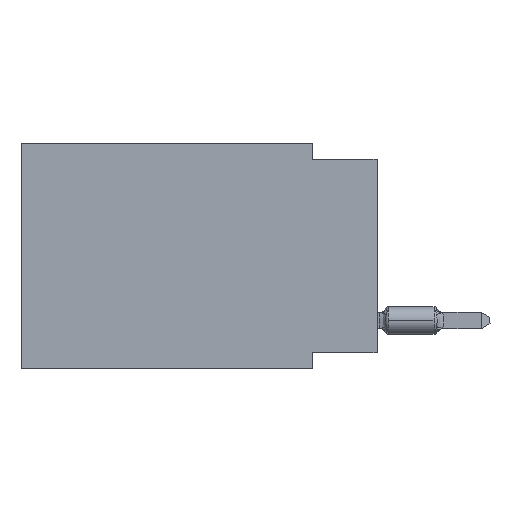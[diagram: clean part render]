
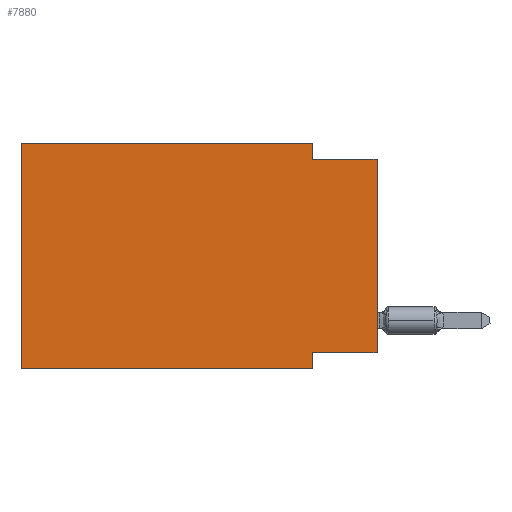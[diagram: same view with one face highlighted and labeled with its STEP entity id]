
A CAD part, left-side view. The second image highlights one B-rep face of the part: STEP entity #7880.
In plain terms, the highlighted planar face has unit normal (-1, 0, 0).
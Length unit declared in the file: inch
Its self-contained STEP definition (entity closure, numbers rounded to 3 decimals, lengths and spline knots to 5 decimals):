
#805 = EDGE_LOOP ( 'NONE', ( #2084, #8555, #8372, #10846, #4721, #12261, #4917, #4545 ) ) ;
#940 = CARTESIAN_POINT ( 'NONE',  ( 0., 0.1, 0. ) ) ;
#1107 = VECTOR ( 'NONE', #10999, 39.37008 ) ;
#1188 = VECTOR ( 'NONE', #6345, 39.37008 ) ;
#1298 = CARTESIAN_POINT ( 'NONE',  ( 0., 0., -0.025 ) ) ;
#1347 = CARTESIAN_POINT ( 'NONE',  ( 0., 0.1, 0. ) ) ;
#2038 = CARTESIAN_POINT ( 'NONE',  ( 0., 0., -0.025 ) ) ;
#2084 = ORIENTED_EDGE ( 'NONE', *, *, #11256, .T. ) ;
#2203 = DIRECTION ( 'NONE',  ( 0., 0., -1. ) ) ;
#2290 = LINE ( 'NONE', #3433, #1107 ) ;
#2490 = LINE ( 'NONE', #10326, #8805 ) ;
#3433 = CARTESIAN_POINT ( 'NONE',  ( 0., 0., -0.325 ) ) ;
#3878 = VECTOR ( 'NONE', #2203, 39.37008 ) ;
#4545 = ORIENTED_EDGE ( 'NONE', *, *, #10496, .F. ) ;
#4721 = ORIENTED_EDGE ( 'NONE', *, *, #10213, .F. ) ;
#4737 = EDGE_CURVE ( 'NONE', #14600, #16197, #8610, .T. ) ;
#4917 = ORIENTED_EDGE ( 'NONE', *, *, #13955, .F. ) ;
#4956 = EDGE_CURVE ( 'NONE', #13627, #6052, #5822, .T. ) ;
#5086 = CARTESIAN_POINT ( 'NONE',  ( 0., 0.1, -0.35 ) ) ;
#5233 = EDGE_CURVE ( 'NONE', #10125, #13990, #14484, .T. ) ;
#5491 = VERTEX_POINT ( 'NONE', #6310 ) ;
#5822 = LINE ( 'NONE', #9966, #15093 ) ;
#5845 = DIRECTION ( 'NONE',  ( 1., 0., 0. ) ) ;
#6052 = VERTEX_POINT ( 'NONE', #1347 ) ;
#6310 = CARTESIAN_POINT ( 'NONE',  ( 0., 0.1, -0.325 ) ) ;
#6345 = DIRECTION ( 'NONE',  ( 0., 0., -1. ) ) ;
#6929 = CARTESIAN_POINT ( 'NONE',  ( 0., 0.55, -0.35 ) ) ;
#7880 = ADVANCED_FACE ( 'NONE', ( #14346 ), #13406, .F. ) ;
#7882 = LINE ( 'NONE', #5086, #1188 ) ;
#8178 = VECTOR ( 'NONE', #10845, 39.37008 ) ;
#8372 = ORIENTED_EDGE ( 'NONE', *, *, #9375, .F. ) ;
#8555 = ORIENTED_EDGE ( 'NONE', *, *, #5233, .F. ) ;
#8610 = LINE ( 'NONE', #10792, #14905 ) ;
#8805 = VECTOR ( 'NONE', #12915, 39.37008 ) ;
#9375 = EDGE_CURVE ( 'NONE', #6052, #10125, #14336, .T. ) ;
#9966 = CARTESIAN_POINT ( 'NONE',  ( 0., 0.55, 0. ) ) ;
#10125 = VERTEX_POINT ( 'NONE', #15222 ) ;
#10213 = EDGE_CURVE ( 'NONE', #14600, #13627, #2490, .T. ) ;
#10326 = CARTESIAN_POINT ( 'NONE',  ( 0., 0.55, 0. ) ) ;
#10496 = EDGE_CURVE ( 'NONE', #14650, #5491, #2290, .T. ) ;
#10792 = CARTESIAN_POINT ( 'NONE',  ( 0., 0.55, -0.35 ) ) ;
#10845 = DIRECTION ( 'NONE',  ( 0., -1., 0. ) ) ;
#10846 = ORIENTED_EDGE ( 'NONE', *, *, #4956, .F. ) ;
#10939 = LINE ( 'NONE', #12334, #14273 ) ;
#10999 = DIRECTION ( 'NONE',  ( 0., 1., 0. ) ) ;
#11229 = DIRECTION ( 'NONE',  ( 0., -1., 0. ) ) ;
#11256 = EDGE_CURVE ( 'NONE', #14650, #13990, #10939, .T. ) ;
#11410 = CARTESIAN_POINT ( 'NONE',  ( 0., 0.1, -0.35 ) ) ;
#11884 = AXIS2_PLACEMENT_3D ( 'NONE', #14605, #5845, #14672 ) ;
#12053 = DIRECTION ( 'NONE',  ( 0., -1., 0. ) ) ;
#12067 = CARTESIAN_POINT ( 'NONE',  ( 0., 0., -0.325 ) ) ;
#12261 = ORIENTED_EDGE ( 'NONE', *, *, #4737, .T. ) ;
#12334 = CARTESIAN_POINT ( 'NONE',  ( 0., 0., 0. ) ) ;
#12915 = DIRECTION ( 'NONE',  ( 0., 0., 1. ) ) ;
#13406 = PLANE ( 'NONE',  #11884 ) ;
#13600 = DIRECTION ( 'NONE',  ( 0., 0., 1. ) ) ;
#13627 = VERTEX_POINT ( 'NONE', #15708 ) ;
#13955 = EDGE_CURVE ( 'NONE', #5491, #16197, #7882, .T. ) ;
#13990 = VERTEX_POINT ( 'NONE', #1298 ) ;
#14273 = VECTOR ( 'NONE', #13600, 39.37008 ) ;
#14336 = LINE ( 'NONE', #940, #3878 ) ;
#14346 = FACE_OUTER_BOUND ( 'NONE', #805, .T. ) ;
#14484 = LINE ( 'NONE', #2038, #8178 ) ;
#14600 = VERTEX_POINT ( 'NONE', #6929 ) ;
#14605 = CARTESIAN_POINT ( 'NONE',  ( 0., 0.55, 0. ) ) ;
#14650 = VERTEX_POINT ( 'NONE', #12067 ) ;
#14672 = DIRECTION ( 'NONE',  ( 0., 0., -1. ) ) ;
#14905 = VECTOR ( 'NONE', #12053, 39.37008 ) ;
#15093 = VECTOR ( 'NONE', #11229, 39.37008 ) ;
#15222 = CARTESIAN_POINT ( 'NONE',  ( 0., 0.1, -0.025 ) ) ;
#15708 = CARTESIAN_POINT ( 'NONE',  ( 0., 0.55, 0. ) ) ;
#16197 = VERTEX_POINT ( 'NONE', #11410 ) ;
